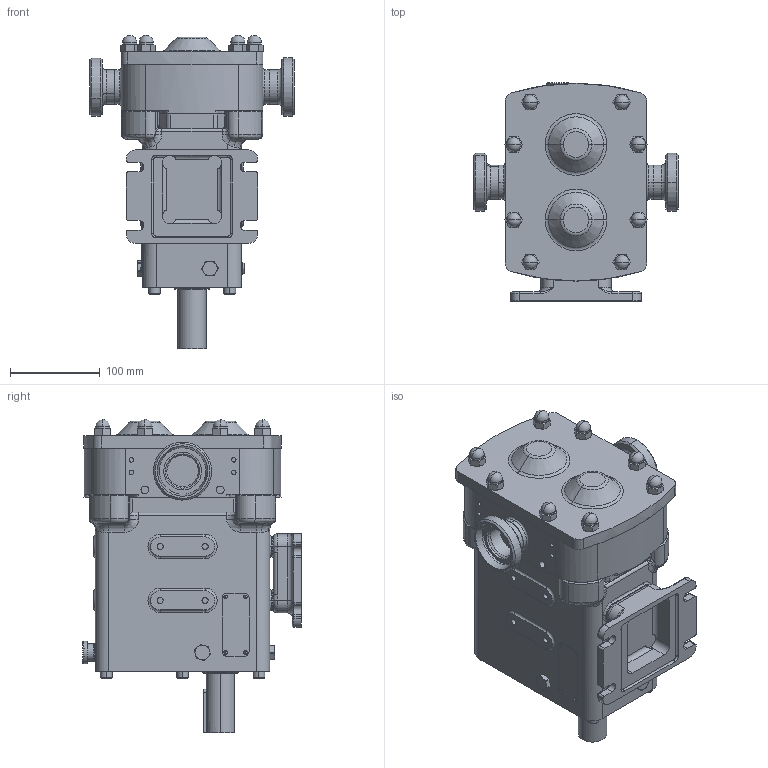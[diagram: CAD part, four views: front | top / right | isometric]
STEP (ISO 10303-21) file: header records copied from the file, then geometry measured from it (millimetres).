
FILE_DESCRIPTION (( 'STEP AP214' ), '1' );
FILE_NAME ('GA4191.STEP', '2024-11-06T21:28:22', ( '' ), ( '' ), 'SwSTEP 2.0', 'SolidWorks 2023', '' );
FILE_SCHEMA (( 'AUTOMOTIVE_DESIGN' ));
Length unit declared in the file: millimetre
Products named in the file (3): GA4191; Copy of Z94-5031-22 - 1.5 INCH DIN11851^GA4191; Copy of R0200 CPP H BSD^GA4191
Assembly tree (3 placements, depth 2):
  GA4191
    Copy of R0200 CPP H BSD^GA4191
    Copy of Z94-5031-22 - 1.5 INCH DIN11851^GA4191  x2
Bounding box: 228 x 243 x 348.7 mm (x, y, z)
Volume: 6755682.5 mm3; surface area: 369481.6 mm2
Topology: 3 solids, 3 shells, 959 faces, 2307 edges, 1372 vertices
Faces by surface type: cylinder 308, plane 299, cone 158, torus 116, bspline 54, sphere 24
Entity records: 29853 total; most frequent: CARTESIAN_POINT 8448, DIRECTION 4669, ORIENTED_EDGE 4366, EDGE_CURVE 2183, AXIS2_PLACEMENT_3D 1901, VERTEX_POINT 1324, CIRCLE 1017, EDGE_LOOP 1013
